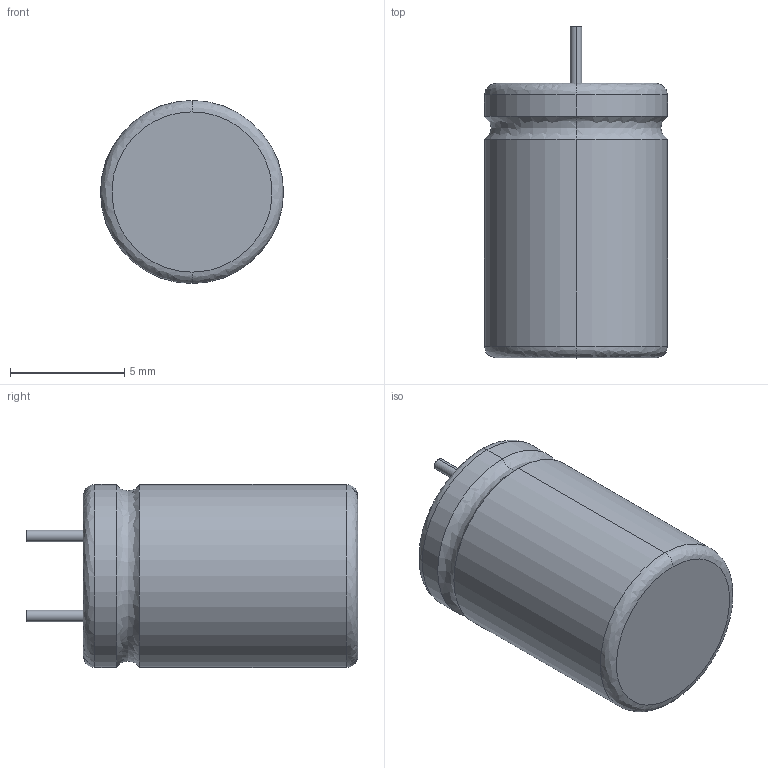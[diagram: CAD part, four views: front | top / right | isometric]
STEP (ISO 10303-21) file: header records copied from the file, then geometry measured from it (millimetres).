
FILE_DESCRIPTION (( 'STEP AP214' ), '1' );
FILE_NAME ('User Library-Electric capacity 8x12.STEP', '2020-07-16T01:09:55', ( '' ), ( '' ), 'SwSTEP 2.0', 'SolidWorks 2020', '' );
FILE_SCHEMA (( 'AUTOMOTIVE_DESIGN' ));
Length unit declared in the file: millimetre
Products named in the file (1): User Library-Electric capacity 8x12
Bounding box: 8 x 14.5 x 8 mm (x, y, z)
Volume: 596.6 mm3; surface area: 402.7 mm2
Topology: 1 solids, 1 shells, 18 faces, 36 edges, 22 vertices
Faces by surface type: cylinder 8, bspline 6, plane 4
Entity records: 695 total; most frequent: CARTESIAN_POINT 185, DIRECTION 78, ORIENTED_EDGE 72, EDGE_CURVE 36, AXIS2_PLACEMENT_3D 35, VERTEX_POINT 22, CIRCLE 22, EDGE_LOOP 20
